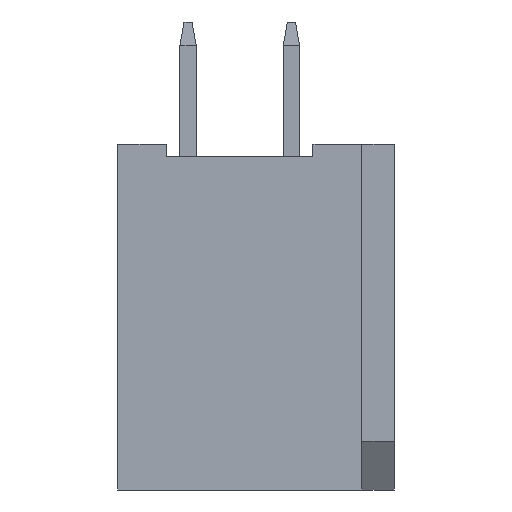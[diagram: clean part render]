
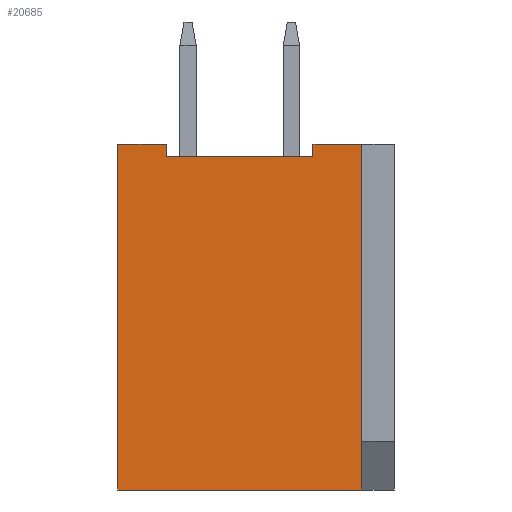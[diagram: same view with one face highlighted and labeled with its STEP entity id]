
A CAD part, left-side view. The second image highlights one B-rep face of the part: STEP entity #20685.
In plain terms, the highlighted planar face has unit normal (-1, 0, 0).
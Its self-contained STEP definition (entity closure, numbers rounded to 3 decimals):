
#552 = CARTESIAN_POINT ( 'NONE',  ( 7.37, -1.8, 8.5 ) ) ;
#1101 = DIRECTION ( 'NONE',  ( 1., 0., 0. ) ) ;
#1150 = LINE ( 'NONE', #19825, #8449 ) ;
#1299 = ORIENTED_EDGE ( 'NONE', *, *, #13366, .F. ) ;
#1543 = ORIENTED_EDGE ( 'NONE', *, *, #8452, .T. ) ;
#1708 = LINE ( 'NONE', #10059, #16077 ) ;
#2222 = ORIENTED_EDGE ( 'NONE', *, *, #5059, .F. ) ;
#2793 = LINE ( 'NONE', #20313, #9951 ) ;
#2820 = VERTEX_POINT ( 'NONE', #9937 ) ;
#3016 = DIRECTION ( 'NONE',  ( 0., 0., 1. ) ) ;
#4108 = VECTOR ( 'NONE', #22053, 1000. ) ;
#4401 = ORIENTED_EDGE ( 'NONE', *, *, #5065, .F. ) ;
#4406 = FACE_OUTER_BOUND ( 'NONE', #12488, .T. ) ;
#4776 = VERTEX_POINT ( 'NONE', #20331 ) ;
#4960 = CARTESIAN_POINT ( 'NONE',  ( 7.37, -1.07, 8.2 ) ) ;
#5059 = EDGE_CURVE ( 'NONE', #4776, #12258, #22245, .T. ) ;
#5065 = EDGE_CURVE ( 'NONE', #2820, #17317, #8364, .T. ) ;
#5082 = ORIENTED_EDGE ( 'NONE', *, *, #14183, .F. ) ;
#5095 = DIRECTION ( 'NONE',  ( 0., 0., -1. ) ) ;
#5813 = VERTEX_POINT ( 'NONE', #10539 ) ;
#6374 = LINE ( 'NONE', #11829, #4108 ) ;
#6785 = CARTESIAN_POINT ( 'NONE',  ( 7.37, -1.8, 8.2 ) ) ;
#6939 = ORIENTED_EDGE ( 'NONE', *, *, #9553, .F. ) ;
#8049 = VERTEX_POINT ( 'NONE', #10457 ) ;
#8364 = LINE ( 'NONE', #8499, #8727 ) ;
#8449 = VECTOR ( 'NONE', #20164, 1000. ) ;
#8452 = EDGE_CURVE ( 'NONE', #2820, #16609, #6374, .T. ) ;
#8499 = CARTESIAN_POINT ( 'NONE',  ( 7.37, 3., 8.5 ) ) ;
#8674 = DIRECTION ( 'NONE',  ( 0., -1., 0. ) ) ;
#8727 = VECTOR ( 'NONE', #3016, 1000. ) ;
#8835 = EDGE_CURVE ( 'NONE', #5813, #4776, #2793, .T. ) ;
#9430 = DIRECTION ( 'NONE',  ( 0., 1., 0. ) ) ;
#9553 = EDGE_CURVE ( 'NONE', #11993, #8049, #1150, .T. ) ;
#9714 = EDGE_CURVE ( 'NONE', #17317, #5813, #1708, .T. ) ;
#9937 = CARTESIAN_POINT ( 'NONE',  ( 7.37, 3., 0. ) ) ;
#9951 = VECTOR ( 'NONE', #12264, 1000. ) ;
#10059 = CARTESIAN_POINT ( 'NONE',  ( 7.37, 0., 8.5 ) ) ;
#10061 = LINE ( 'NONE', #16974, #15756 ) ;
#10457 = CARTESIAN_POINT ( 'NONE',  ( 7.37, -3., 8.5 ) ) ;
#10539 = CARTESIAN_POINT ( 'NONE',  ( 7.37, 1.8, 8.5 ) ) ;
#11001 = VECTOR ( 'NONE', #5095, 1000. ) ;
#11829 = CARTESIAN_POINT ( 'NONE',  ( 7.37, 19.008, 0. ) ) ;
#11993 = VERTEX_POINT ( 'NONE', #552 ) ;
#12258 = VERTEX_POINT ( 'NONE', #6785 ) ;
#12264 = DIRECTION ( 'NONE',  ( 0., 0., -1. ) ) ;
#12488 = EDGE_LOOP ( 'NONE', ( #6939, #5082, #2222, #13447, #18916, #4401, #1543, #1299 ) ) ;
#12539 = CARTESIAN_POINT ( 'NONE',  ( 7.37, -3., 0. ) ) ;
#13366 = EDGE_CURVE ( 'NONE', #8049, #16609, #13407, .T. ) ;
#13407 = LINE ( 'NONE', #18852, #11001 ) ;
#13447 = ORIENTED_EDGE ( 'NONE', *, *, #8835, .F. ) ;
#14183 = EDGE_CURVE ( 'NONE', #12258, #11993, #10061, .T. ) ;
#15263 = DIRECTION ( 'NONE',  ( 0., 0., 1. ) ) ;
#15756 = VECTOR ( 'NONE', #15263, 1000. ) ;
#15978 = VECTOR ( 'NONE', #20424, 1000. ) ;
#16077 = VECTOR ( 'NONE', #8674, 1000. ) ;
#16609 = VERTEX_POINT ( 'NONE', #12539 ) ;
#16687 = PLANE ( 'NONE',  #19757 ) ;
#16974 = CARTESIAN_POINT ( 'NONE',  ( 7.37, -1.8, 8.5 ) ) ;
#17317 = VERTEX_POINT ( 'NONE', #18926 ) ;
#18852 = CARTESIAN_POINT ( 'NONE',  ( 7.37, -3., 8.5 ) ) ;
#18916 = ORIENTED_EDGE ( 'NONE', *, *, #9714, .F. ) ;
#18926 = CARTESIAN_POINT ( 'NONE',  ( 7.37, 3., 8.5 ) ) ;
#19757 = AXIS2_PLACEMENT_3D ( 'NONE', #21375, #1101, #9430 ) ;
#19825 = CARTESIAN_POINT ( 'NONE',  ( 7.37, 0., 8.5 ) ) ;
#20164 = DIRECTION ( 'NONE',  ( 0., -1., 0. ) ) ;
#20313 = CARTESIAN_POINT ( 'NONE',  ( 7.37, 1.8, 8.5 ) ) ;
#20331 = CARTESIAN_POINT ( 'NONE',  ( 7.37, 1.8, 8.2 ) ) ;
#20424 = DIRECTION ( 'NONE',  ( 0., -1., 0. ) ) ;
#20685 = ADVANCED_FACE ( 'NONE', ( #4406 ), #16687, .F. ) ;
#21375 = CARTESIAN_POINT ( 'NONE',  ( 7.37, 19.008, 51.4 ) ) ;
#22053 = DIRECTION ( 'NONE',  ( 0., -1., 0. ) ) ;
#22245 = LINE ( 'NONE', #4960, #15978 ) ;
